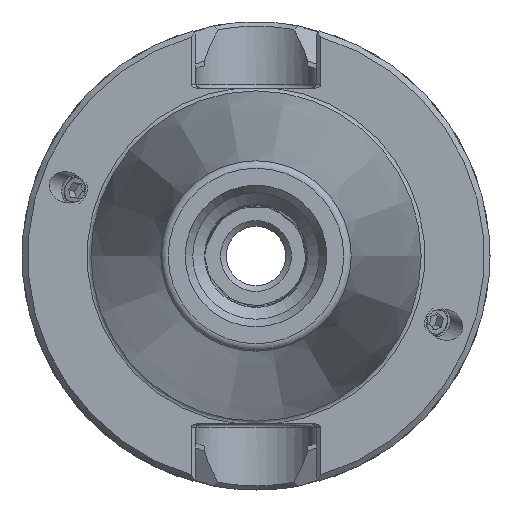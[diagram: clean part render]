
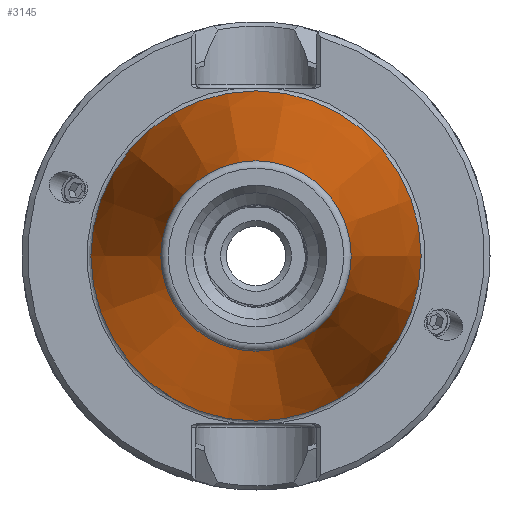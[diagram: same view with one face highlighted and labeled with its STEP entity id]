
A CAD part, left-side view. The second image highlights one B-rep face of the part: STEP entity #3145.
In plain terms, the highlighted conical face has half-angle 8.297 degrees and reference radius 17.456 mm.
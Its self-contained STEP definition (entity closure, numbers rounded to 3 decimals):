
#3102=CARTESIAN_POINT('',(-64.536,12.814,0.));
#3103=VERTEX_POINT('',#3102);
#3104=CARTESIAN_POINT('',(-64.536,0.,0.));
#3105=DIRECTION('',(-1.0,0.0,0.0));
#3106=DIRECTION('',(0.0,-1.0,0.0));
#3107=AXIS2_PLACEMENT_3D('',#3104,#3105,#3106);
#3108=CIRCLE('',#3107,12.814);
#3109=EDGE_CURVE('',#3103,#3103,#3108,.T.);
#3126=CARTESIAN_POINT('',(-32.703,0.0,0.0));
#3127=DIRECTION('',(1.0,0.0,0.0));
#3128=DIRECTION('',(0.,1.0,0.0));
#3129=AXIS2_PLACEMENT_3D('',#3126,#3127,#3128);
#3130=CONICAL_SURFACE('',#3129,17.456,8.297);
#3131=CARTESIAN_POINT('',(0.0,22.225,0.0));
#3132=VERTEX_POINT('',#3131);
#3133=CARTESIAN_POINT('',(0.0,0.0,0.0));
#3134=DIRECTION('',(1.0,0.,0.0));
#3135=DIRECTION('',(0.,1.0,0.0));
#3136=AXIS2_PLACEMENT_3D('',#3133,#3134,#3135);
#3137=CIRCLE('',#3136,22.225);
#3138=EDGE_CURVE('',#3132,#3132,#3137,.T.);
#3139=ORIENTED_EDGE('',*,*,#3138,.F.);
#3140=EDGE_LOOP('',(#3139));
#3141=FACE_OUTER_BOUND('',#3140,.T.);
#3142=ORIENTED_EDGE('',*,*,#3109,.F.);
#3143=EDGE_LOOP('',(#3142));
#3144=FACE_BOUND('',#3143,.T.);
#3145=ADVANCED_FACE('',(#3141,#3144),#3130,.T.);
